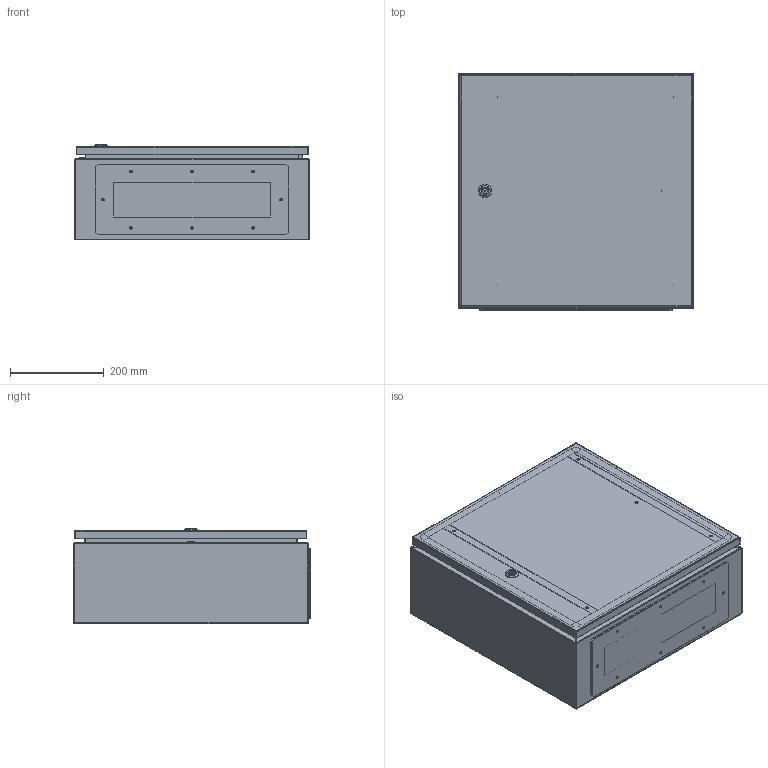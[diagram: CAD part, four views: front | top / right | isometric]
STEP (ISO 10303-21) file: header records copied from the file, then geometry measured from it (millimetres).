
FILE_DESCRIPTION (( 'STEP AP203' ), '1' );
FILE_NAME ('HC-552.STEP', '2020-06-01T13:39:11', ( 'Holec' ), ( 'Microsoft' ), 'SwSTEP 2.0', 'SolidWorks 2019', '' );
FILE_SCHEMA (( 'CONFIG_CONTROL_DESIGN' ));
Length unit declared in the file: millimetre
Products named in the file (16): PV3-005(PC2_0102_542); 4.1.05.80; 4.1.04.08; SV1-016; 4.1.11.66; PV2-005(PC2_0000_641); PV3-501; PV1-016(PC2_0302_863); PV2-804; PV5-003(Valor predeterminado); PV1-104(PC2_0302_863); N4532007; HC-552; PV1-105(PC2_0302_863); SV2-005; U-001
Assembly tree (26 placements, depth 3):
  HC-552
    SV1-016
      PV1-016(PC2_0302_863)
      PV1-104(PC2_0302_863)
      PV1-105(PC2_0302_863)
      U-001  x4
      4.1.05.80
    SV2-005
      4.1.05.80  x5
      PV2-005(PC2_0000_641)
      PV2-804
      N4532007  x2
    PV3-005(PC2_0102_542)
    4.1.04.08  x2
    4.1.11.66
    PV3-501
    PV5-003(Valor predeterminado)  x2
Bounding box: 500 x 504.5 x 203.55 mm (x, y, z)
Volume: 1959173.2 mm3; surface area: 2612377.6 mm2
Topology: 32 solids, 32 shells, 1201 faces, 2992 edges, 1859 vertices
Faces by surface type: plane 531, cylinder 486, cone 148, bspline 28, torus 8
Entity records: 34558 total; most frequent: CARTESIAN_POINT 9081, ORIENTED_EDGE 4886, DIRECTION 4870, EDGE_CURVE 2443, AXIS2_PLACEMENT_3D 1785, VERTEX_POINT 1520, VECTOR 1300, LINE 1300
